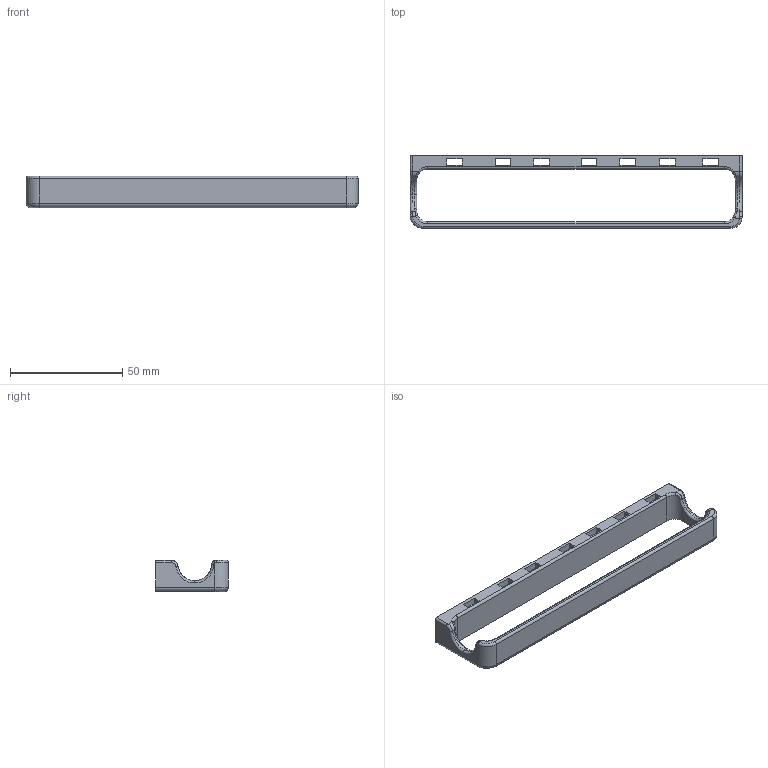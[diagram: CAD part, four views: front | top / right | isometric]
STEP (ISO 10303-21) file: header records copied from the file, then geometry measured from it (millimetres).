
FILE_DESCRIPTION(('HOOPS Exchange Step'),'2;1');
FILE_NAME('temp_export.step','2020-05-24T19:43:23+19:00',('mobile'),('Shapr3D Limited'),'HOOPS Exchange 2018.1','Shapr3D','Authorized');
FILE_SCHEMA( ('AP203_CONFIGURATION_CONTROLLED_3D_DESIGN_OF_MECHANICAL_PARTS_AND_ASSEMBLIES_MIM_LF') );
Length unit declared in the file: millimetre
Products named in the file (1): Body 01
Bounding box: 148 x 32.5 x 14 mm (x, y, z)
Volume: 17655.2 mm3; surface area: 13302 mm2
Topology: 1 solids, 1 shells, 87 faces, 226 edges, 140 vertices
Faces by surface type: plane 39, cylinder 20, torus 17, bspline 10, sphere 1
Entity records: 4426 total; most frequent: CARTESIAN_POINT 2252, ORIENTED_EDGE 452, DIRECTION 440, EDGE_CURVE 226, AXIS2_PLACEMENT_3D 156, VERTEX_POINT 140, VECTOR 128, LINE 128
